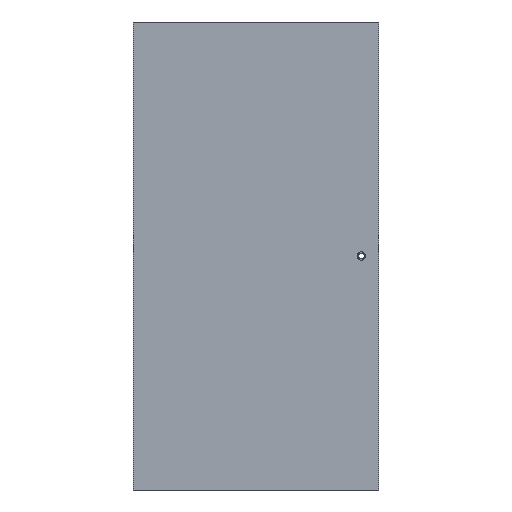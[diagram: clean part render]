
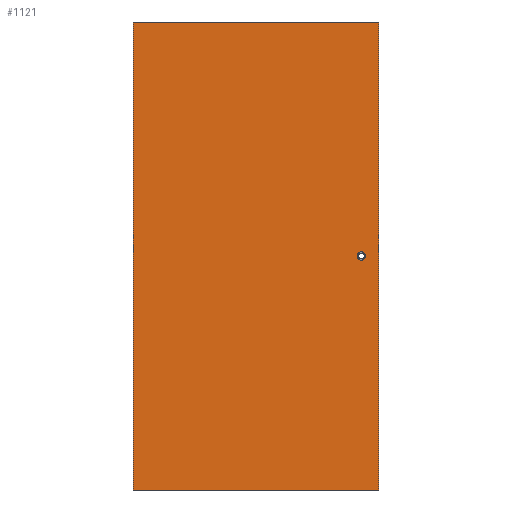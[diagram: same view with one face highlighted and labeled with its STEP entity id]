
A CAD part, left-side view. The second image highlights one B-rep face of the part: STEP entity #1121.
In plain terms, the highlighted planar face has unit normal (-1, 0, 0).
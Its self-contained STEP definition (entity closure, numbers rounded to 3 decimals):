
#11 = DIRECTION ( 'NONE',  ( 0., -1., 0. ) ) ;
#12 = DIRECTION ( 'NONE',  ( 0., 0., -1. ) ) ;
#14 = CARTESIAN_POINT ( 'NONE',  ( 0., 0., 1. ) ) ;
#19 = DIRECTION ( 'NONE',  ( 0., -1., 0. ) ) ;
#20 = CARTESIAN_POINT ( 'NONE',  ( 0., 210., 1. ) ) ;
#22 = DIRECTION ( 'NONE',  ( 0., -1., 0. ) ) ;
#23 = DIRECTION ( 'NONE',  ( -1., 0., 0. ) ) ;
#25 = CARTESIAN_POINT ( 'NONE',  ( 0., 15., -199. ) ) ;
#32 = CARTESIAN_POINT ( 'NONE',  ( 0., 210., -399. ) ) ;
#66 = DIRECTION ( 'NONE',  ( 0., 0., -1. ) ) ;
#69 = CARTESIAN_POINT ( 'NONE',  ( 0., 210., 1. ) ) ;
#159 = EDGE_CURVE ( 'NONE', #647, #646, #566, .T. ) ;
#170 = EDGE_CURVE ( 'NONE', #1066, #1066, #539, .T. ) ;
#172 = EDGE_CURVE ( 'NONE', #646, #666, #537, .T. ) ;
#174 = EDGE_CURVE ( 'NONE', #674, #666, #532, .T. ) ;
#175 = EDGE_CURVE ( 'NONE', #647, #674, #547, .T. ) ;
#247 = ORIENTED_EDGE ( 'NONE', *, *, #159, .T. ) ;
#262 = ORIENTED_EDGE ( 'NONE', *, *, #170, .F. ) ;
#276 = ORIENTED_EDGE ( 'NONE', *, *, #174, .F. ) ;
#277 = ORIENTED_EDGE ( 'NONE', *, *, #175, .F. ) ;
#397 = EDGE_LOOP ( 'NONE', ( #262 ) ) ;
#399 = EDGE_LOOP ( 'NONE', ( #247, #968, #276, #277 ) ) ;
#457 = CARTESIAN_POINT ( 'NONE',  ( 0., 210., 1. ) ) ;
#476 = CARTESIAN_POINT ( 'NONE',  ( 0., 0., 1. ) ) ;
#484 = CARTESIAN_POINT ( 'NONE',  ( 0., 0., -399. ) ) ;
#510 = CARTESIAN_POINT ( 'NONE',  ( 0., 210., -399. ) ) ;
#527 = VECTOR ( 'NONE', #11, 1000. ) ;
#529 = VECTOR ( 'NONE', #12, 1000. ) ;
#532 = LINE ( 'NONE', #14, #529 ) ;
#535 = VECTOR ( 'NONE', #19, 1000. ) ;
#537 = LINE ( 'NONE', #32, #535 ) ;
#539 = CIRCLE ( 'NONE', #905, 3.5 ) ;
#547 = LINE ( 'NONE', #20, #527 ) ;
#556 = VECTOR ( 'NONE', #66, 1000. ) ;
#566 = LINE ( 'NONE', #69, #556 ) ;
#646 = VERTEX_POINT ( 'NONE', #510 ) ;
#647 = VERTEX_POINT ( 'NONE', #457 ) ;
#666 = VERTEX_POINT ( 'NONE', #484 ) ;
#674 = VERTEX_POINT ( 'NONE', #476 ) ;
#860 = AXIS2_PLACEMENT_3D ( 'NONE', #1203, #1172, #1165 ) ;
#905 = AXIS2_PLACEMENT_3D ( 'NONE', #25, #23, #22 ) ;
#968 = ORIENTED_EDGE ( 'NONE', *, *, #172, .T. ) ;
#1066 = VERTEX_POINT ( 'NONE', #1222 ) ;
#1079 = FACE_OUTER_BOUND ( 'NONE', #399, .T. ) ;
#1083 = FACE_BOUND ( 'NONE', #397, .T. ) ;
#1121 = ADVANCED_FACE ( 'NONE', ( #1083, #1079 ), #1193, .F. ) ;
#1165 = DIRECTION ( 'NONE',  ( 0., 1., 0. ) ) ;
#1172 = DIRECTION ( 'NONE',  ( 1., 0., 0. ) ) ;
#1193 = PLANE ( 'NONE',  #860 ) ;
#1203 = CARTESIAN_POINT ( 'NONE',  ( 0., 210., 1. ) ) ;
#1222 = CARTESIAN_POINT ( 'NONE',  ( 0., 11.5, -199. ) ) ;
